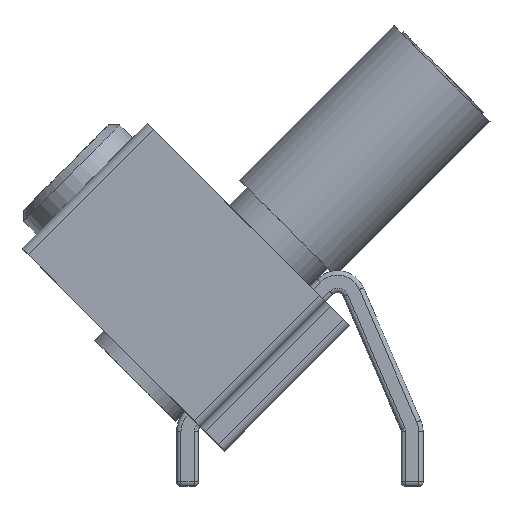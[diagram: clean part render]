
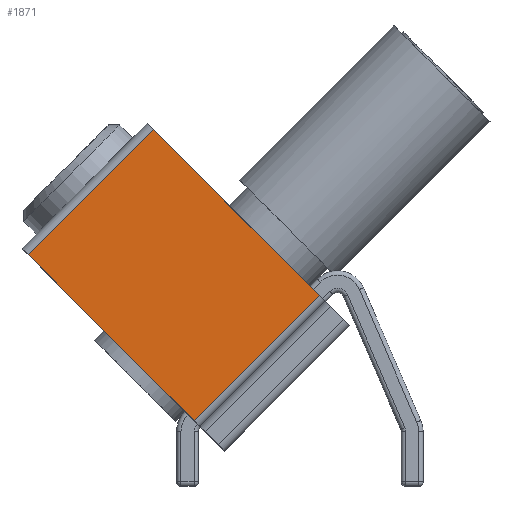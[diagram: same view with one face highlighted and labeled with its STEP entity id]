
A CAD part, front view. The second image highlights one B-rep face of the part: STEP entity #1871.
In plain terms, the highlighted planar face has unit normal (0, -1, 0).
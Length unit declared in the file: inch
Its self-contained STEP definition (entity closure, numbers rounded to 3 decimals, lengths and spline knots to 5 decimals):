
#75=PLANE($,#2033);
#142=LINE($,#3156,#281);
#149=LINE($,#3178,#288);
#156=LINE($,#3200,#295);
#168=LINE($,#3229,#307);
#281=VECTOR($,#2352,0.538);
#288=VECTOR($,#2377,0.406);
#295=VECTOR($,#2404,0.406);
#307=VECTOR($,#2438,0.538);
#452=FACE_OUTER_BOUND($,#585,.T.);
#585=EDGE_LOOP($,(#1435,#1436,#1437,#1438));
#844=VERTEX_POINT($,#3153);
#845=VERTEX_POINT($,#3155);
#851=VERTEX_POINT($,#3176);
#856=VERTEX_POINT($,#3198);
#1028=EDGE_CURVE($,#845,#844,#142,.T.);
#1040=EDGE_CURVE($,#851,#844,#149,.T.);
#1051=EDGE_CURVE($,#845,#856,#156,.T.);
#1066=EDGE_CURVE($,#851,#856,#168,.T.);
#1435=ORIENTED_EDGE($,*,*,#1040,.F.);
#1436=ORIENTED_EDGE($,*,*,#1066,.T.);
#1437=ORIENTED_EDGE($,*,*,#1051,.F.);
#1438=ORIENTED_EDGE($,*,*,#1028,.T.);
#1871=ADVANCED_FACE($,(#452),#75,.T.);
#2033=AXIS2_PLACEMENT_3D($,#3228,#2436,#2437);
#2352=DIRECTION($,(0.707,0.,-0.707));
#2377=DIRECTION($,(-0.707,0.,-0.707));
#2404=DIRECTION($,(0.707,0.,0.707));
#2436=DIRECTION('center_axis',(0.,-1.,0.));
#2437=DIRECTION('ref_axis',(0.707,0.,-0.707));
#2438=DIRECTION($,(-0.707,0.,0.707));
#3153=CARTESIAN_POINT('',(-0.28061,-0.22772,-0.03315));
#3155=CARTESIAN_POINT('',(-0.66103,-0.22772,0.34728));
#3156=CARTESIAN_POINT($,(-0.67517,-0.22772,0.36142));
#3176=CARTESIAN_POINT('',(0.00648,-0.22772,0.25394));
#3178=CARTESIAN_POINT($,(-0.28061,-0.22772,-0.03315));
#3198=CARTESIAN_POINT('',(-0.37394,-0.22772,0.63436));
#3200=CARTESIAN_POINT($,(-0.66103,-0.22772,0.34728));
#3228=CARTESIAN_POINT('Origin',(-0.26646,-0.22772,-0.04729));
#3229=CARTESIAN_POINT($,(-0.38809,-0.22772,0.64851));
